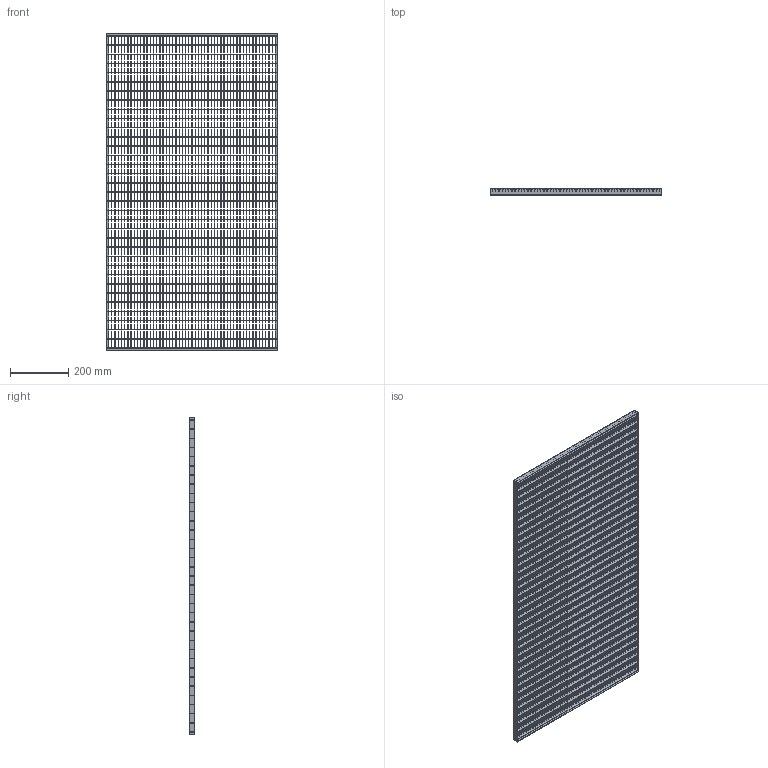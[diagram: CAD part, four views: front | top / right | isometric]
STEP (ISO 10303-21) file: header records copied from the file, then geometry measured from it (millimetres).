
FILE_DESCRIPTION (( 'STEP AP203' ), '1' );
FILE_NAME ('23-591093120-7.step', '2015-08-26T23:04:04', ( '' ), ( '' ), 'SwSTEP 2.0', 'SolidWorks 2015', '' );
FILE_SCHEMA (( 'CONFIG_CONTROL_DESIGN' ));
Products named in the file (1): 23-591093120-7
Bounding box: 590 x 20 x 1090 mm (x, y, z)
Volume: 1334443 mm3; surface area: 2227207 mm2
Topology: 1 solids, 1 shells, 6236 faces, 24416 edges, 16272 vertices
Faces by surface type: plane 6236
Entity records: 257390 total; most frequent: ORIENTED_EDGE 48832, CARTESIAN_POINT 46940, DIRECTION 36885, EDGE_CURVE 24416, VECTOR 24411, LINE 24411, VERTEX_POINT 16272, EDGE_LOOP 8214
